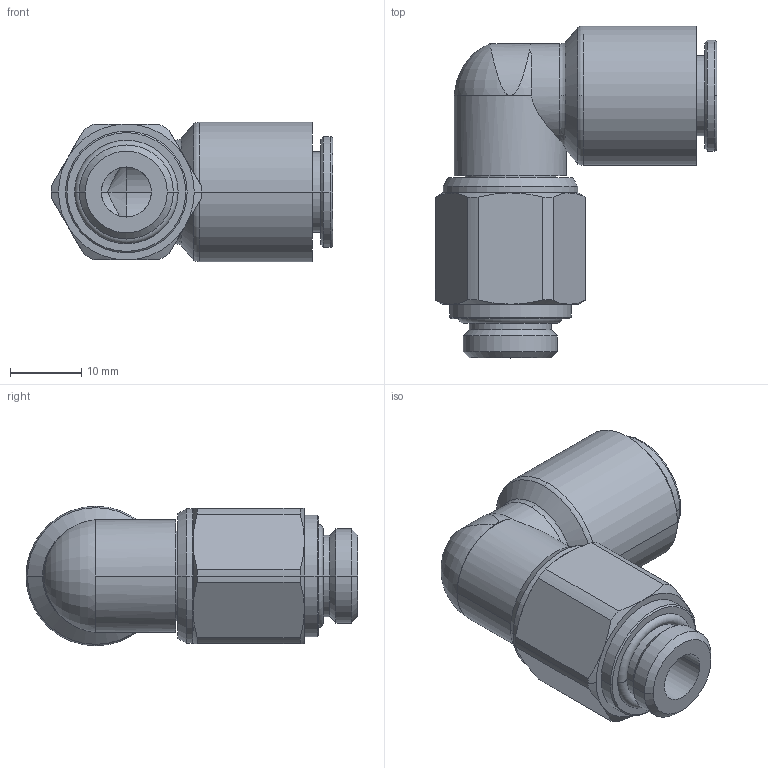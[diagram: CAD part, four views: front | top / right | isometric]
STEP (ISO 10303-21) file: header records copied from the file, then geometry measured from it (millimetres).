
FILE_DESCRIPTION(('STEP AP214'),'1');
FILE_NAME('3189_10_13.stp','2016-07-07T14:54:55',('TraceParts'),('TraceParts S.A.'),'Spatial InterOp 3D',' ',' ');
FILE_SCHEMA(('automotive_design'));
Length unit declared in the file: millimetre
Products named in the file (1): 1
Bounding box: 39.4 x 46.45 x 19.52 mm (x, y, z)
Volume: 12116.2 mm3; surface area: 6197.7 mm2
Topology: 1 solids, 1 shells, 95 faces, 227 edges, 141 vertices
Faces by surface type: cylinder 33, cone 32, plane 16, torus 14
Entity records: 3268 total; most frequent: CARTESIAN_POINT 1046, DIRECTION 501, ORIENTED_EDGE 454, EDGE_CURVE 227, AXIS2_PLACEMENT_3D 222, VERTEX_POINT 141, CIRCLE 126, EDGE_LOOP 104
